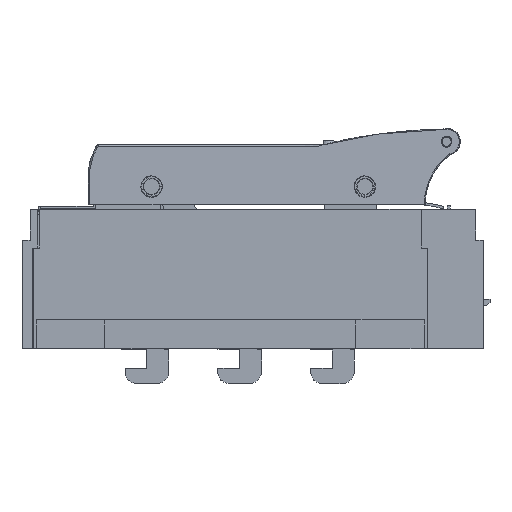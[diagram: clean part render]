
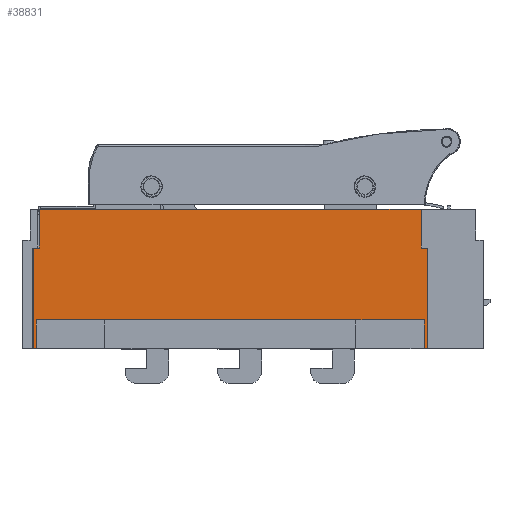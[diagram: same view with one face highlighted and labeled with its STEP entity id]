
A CAD part, front view. The second image highlights one B-rep face of the part: STEP entity #38831.
In plain terms, the highlighted planar face has unit normal (0, -1, 0).
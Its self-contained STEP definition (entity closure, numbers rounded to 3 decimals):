
#30536=DIRECTION('',(1.,0.,0.));
#30537=VECTOR('',#30536,2.);
#30538=CARTESIAN_POINT('',(-127.5,-124.75,0.));
#30539=LINE('',#30538,#30537);
#30585=DIRECTION('',(1.,0.,0.));
#30586=VECTOR('',#30585,2.);
#30587=CARTESIAN_POINT('',(125.5,-124.75,0.));
#30588=LINE('',#30587,#30586);
#31002=DIRECTION('',(0.,0.,1.));
#31003=VECTOR('',#31002,65.);
#31004=CARTESIAN_POINT('',(127.5,-124.75,0.));
#31005=LINE('',#31004,#31003);
#31282=DIRECTION('',(0.,0.,1.));
#31283=VECTOR('',#31282,65.);
#31284=CARTESIAN_POINT('',(-127.5,-124.75,0.));
#31285=LINE('',#31284,#31283);
#31289=DIRECTION('',(-1.,0.,0.));
#31290=VECTOR('',#31289,4.);
#31291=CARTESIAN_POINT('',(-123.5,-124.75,65.));
#31292=LINE('',#31291,#31290);
#31405=DIRECTION('',(-1.,0.,0.));
#31406=VECTOR('',#31405,4.);
#31407=CARTESIAN_POINT('',(127.5,-124.75,65.));
#31408=LINE('',#31407,#31406);
#31426=DIRECTION('',(0.,0.,1.));
#31427=VECTOR('',#31426,25.);
#31428=CARTESIAN_POINT('',(123.5,-124.75,65.));
#31429=LINE('',#31428,#31427);
#31440=DIRECTION('',(-1.,0.,0.));
#31441=VECTOR('',#31440,247.);
#31442=CARTESIAN_POINT('',(123.5,-124.75,90.));
#31443=LINE('',#31442,#31441);
#31461=DIRECTION('',(0.,0.,-1.));
#31462=VECTOR('',#31461,25.);
#31463=CARTESIAN_POINT('',(-123.5,-124.75,90.));
#31464=LINE('',#31463,#31462);
#33760=DIRECTION('',(1.,0.,0.));
#33761=VECTOR('',#33760,251.);
#33762=CARTESIAN_POINT('',(-125.5,-124.75,18.5));
#33763=LINE('',#33762,#33761);
#33858=DIRECTION('',(0.,0.,-1.));
#33859=VECTOR('',#33858,18.5);
#33860=CARTESIAN_POINT('',(125.5,-124.75,18.5));
#33861=LINE('',#33860,#33859);
#33879=DIRECTION('',(0.,0.,1.));
#33880=VECTOR('',#33879,18.5);
#33881=CARTESIAN_POINT('',(-125.5,-124.75,0.));
#33882=LINE('',#33881,#33880);
#36683=CARTESIAN_POINT('',(-127.5,-124.75,65.));
#36684=VERTEX_POINT('',#36683);
#36685=CARTESIAN_POINT('',(-127.5,-124.75,0.));
#36686=VERTEX_POINT('',#36685);
#36727=CARTESIAN_POINT('',(-125.5,-124.75,0.));
#36728=VERTEX_POINT('',#36727);
#36741=CARTESIAN_POINT('',(125.5,-124.75,0.));
#36742=VERTEX_POINT('',#36741);
#36743=CARTESIAN_POINT('',(127.5,-124.75,0.));
#36744=VERTEX_POINT('',#36743);
#36849=CARTESIAN_POINT('',(127.5,-124.75,65.));
#36850=VERTEX_POINT('',#36849);
#36901=CARTESIAN_POINT('',(-123.5,-124.75,65.));
#36902=VERTEX_POINT('',#36901);
#36903=CARTESIAN_POINT('',(-123.5,-124.75,90.));
#36904=VERTEX_POINT('',#36903);
#36905=CARTESIAN_POINT('',(123.5,-124.75,90.));
#36906=VERTEX_POINT('',#36905);
#36907=CARTESIAN_POINT('',(123.5,-124.75,65.));
#36908=VERTEX_POINT('',#36907);
#36909=CARTESIAN_POINT('',(125.5,-124.75,18.5));
#36910=VERTEX_POINT('',#36909);
#36911=CARTESIAN_POINT('',(-125.5,-124.75,18.5));
#36912=VERTEX_POINT('',#36911);
#38804=CARTESIAN_POINT('',(0.,-124.75,0.));
#38805=DIRECTION('',(0.,1.,0.));
#38806=DIRECTION('',(0.,0.,1.));
#38807=AXIS2_PLACEMENT_3D('',#38804,#38805,#38806);
#38808=PLANE('',#38807);
#38810=ORIENTED_EDGE('',*,*,#38809,.F.);
#38812=ORIENTED_EDGE('',*,*,#38811,.F.);
#38814=ORIENTED_EDGE('',*,*,#38813,.F.);
#38816=ORIENTED_EDGE('',*,*,#38815,.F.);
#38818=ORIENTED_EDGE('',*,*,#38817,.F.);
#38819=ORIENTED_EDGE('',*,*,#38616,.F.);
#38820=ORIENTED_EDGE('',*,*,#38246,.F.);
#38822=ORIENTED_EDGE('',*,*,#38821,.F.);
#38824=ORIENTED_EDGE('',*,*,#38823,.F.);
#38826=ORIENTED_EDGE('',*,*,#38825,.F.);
#38827=ORIENTED_EDGE('',*,*,#38230,.F.);
#38828=ORIENTED_EDGE('',*,*,#38113,.T.);
#38829=EDGE_LOOP('',(#38810,#38812,#38814,#38816,#38818,#38819,#38820,#38822,
#38824,#38826,#38827,#38828));
#38830=FACE_OUTER_BOUND('',#38829,.F.);
#38113=EDGE_CURVE('',#36686,#36684,#31285,.T.);
#38230=EDGE_CURVE('',#36686,#36728,#30539,.T.);
#38246=EDGE_CURVE('',#36742,#36744,#30588,.T.);
#38616=EDGE_CURVE('',#36744,#36850,#31005,.T.);
#38809=EDGE_CURVE('',#36902,#36684,#31292,.T.);
#38811=EDGE_CURVE('',#36904,#36902,#31464,.T.);
#38813=EDGE_CURVE('',#36906,#36904,#31443,.T.);
#38815=EDGE_CURVE('',#36908,#36906,#31429,.T.);
#38817=EDGE_CURVE('',#36850,#36908,#31408,.T.);
#38821=EDGE_CURVE('',#36910,#36742,#33861,.T.);
#38823=EDGE_CURVE('',#36912,#36910,#33763,.T.);
#38825=EDGE_CURVE('',#36728,#36912,#33882,.T.);
#38831=ADVANCED_FACE('',(#38830),#38808,.F.);
